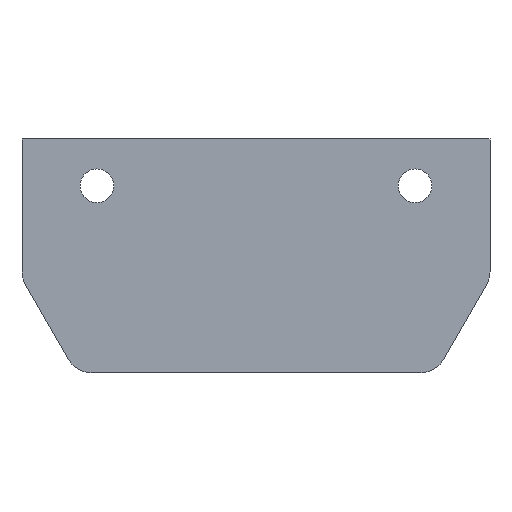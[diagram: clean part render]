
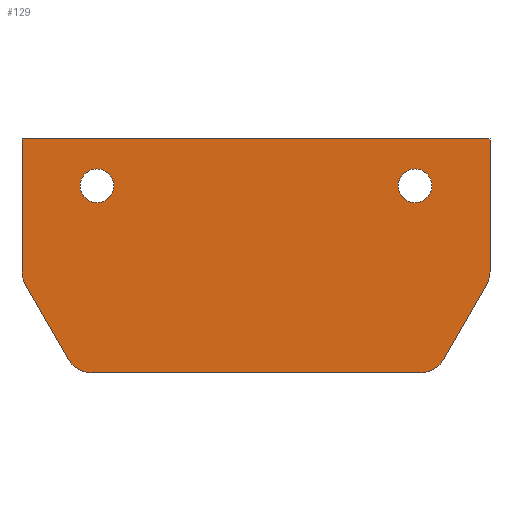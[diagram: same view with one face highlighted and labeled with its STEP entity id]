
A CAD part, front view. The second image highlights one B-rep face of the part: STEP entity #129.
In plain terms, the highlighted planar face has unit normal (0, -1, 0).
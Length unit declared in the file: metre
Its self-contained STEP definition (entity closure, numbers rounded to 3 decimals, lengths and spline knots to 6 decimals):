
#129 = ADVANCED_FACE( '', ( #267, #268, #269 ), #270, .T. );
#267 = FACE_BOUND( '', #403, .T. );
#268 = FACE_BOUND( '', #404, .T. );
#269 = FACE_OUTER_BOUND( '', #405, .T. );
#270 = PLANE( '', #406 );
#403 = EDGE_LOOP( '', ( #715 ) );
#404 = EDGE_LOOP( '', ( #716 ) );
#405 = EDGE_LOOP( '', ( #717, #718, #719, #720, #721, #722, #723, #724, #725, #726 ) );
#406 = AXIS2_PLACEMENT_3D( '', #727, #728, #729 );
#715 = ORIENTED_EDGE( '', *, *, #848, .F. );
#716 = ORIENTED_EDGE( '', *, *, #822, .F. );
#717 = ORIENTED_EDGE( '', *, *, #781, .T. );
#718 = ORIENTED_EDGE( '', *, *, #833, .T. );
#719 = ORIENTED_EDGE( '', *, *, #902, .T. );
#720 = ORIENTED_EDGE( '', *, *, #905, .T. );
#721 = ORIENTED_EDGE( '', *, *, #808, .T. );
#722 = ORIENTED_EDGE( '', *, *, #803, .T. );
#723 = ORIENTED_EDGE( '', *, *, #906, .F. );
#724 = ORIENTED_EDGE( '', *, *, #907, .T. );
#725 = ORIENTED_EDGE( '', *, *, #870, .F. );
#726 = ORIENTED_EDGE( '', *, *, #827, .F. );
#727 = CARTESIAN_POINT( '', ( 0., -0.01, -0.0125 ) );
#728 = DIRECTION( '', ( 0., -1., 0. ) );
#729 = DIRECTION( '', ( 1., 0., 0. ) );
#781 = EDGE_CURVE( '', #923, #921, #924, .T. );
#803 = EDGE_CURVE( '', #960, #961, #962, .T. );
#808 = EDGE_CURVE( '', #969, #960, #970, .T. );
#822 = EDGE_CURVE( '', #992, #992, #993, .T. );
#827 = EDGE_CURVE( '', #923, #1001, #1002, .T. );
#833 = EDGE_CURVE( '', #921, #1011, #1012, .T. );
#848 = EDGE_CURVE( '', #1033, #1033, #1034, .T. );
#870 = EDGE_CURVE( '', #1001, #1065, #1066, .T. );
#902 = EDGE_CURVE( '', #1011, #1106, #1107, .T. );
#905 = EDGE_CURVE( '', #1106, #969, #1110, .T. );
#906 = EDGE_CURVE( '', #1111, #961, #1112, .T. );
#907 = EDGE_CURVE( '', #1111, #1065, #1113, .T. );
#921 = VERTEX_POINT( '', #1129 );
#923 = VERTEX_POINT( '', #1132 );
#924 = LINE( '', #1133, #1134 );
#960 = VERTEX_POINT( '', #1195 );
#961 = VERTEX_POINT( '', #1196 );
#962 = CIRCLE( '', #1197, 0.003 );
#969 = VERTEX_POINT( '', #1206 );
#970 = LINE( '', #1207, #1208 );
#992 = VERTEX_POINT( '', #1241 );
#993 = CIRCLE( '', #1242, 0.0018 );
#1001 = VERTEX_POINT( '', #1252 );
#1002 = LINE( '', #1253, #1254 );
#1011 = VERTEX_POINT( '', #1267 );
#1012 = CIRCLE( '', #1268, 0.003 );
#1033 = VERTEX_POINT( '', #1310 );
#1034 = CIRCLE( '', #1311, 0.0018 );
#1065 = VERTEX_POINT( '', #1351 );
#1066 = LINE( '', #1352, #1353 );
#1106 = VERTEX_POINT( '', #1411 );
#1107 = LINE( '', #1412, #1413 );
#1110 = CIRCLE( '', #1417, 0.003 );
#1111 = VERTEX_POINT( '', #1418 );
#1112 = LINE( '', #1419, #1420 );
#1113 = CIRCLE( '', #1421, 0.003 );
#1129 = CARTESIAN_POINT( '', ( -0.025, -0.01, -0.014196 ) );
#1132 = CARTESIAN_POINT( '', ( -0.025, -0.01, 0. ) );
#1133 = CARTESIAN_POINT( '', ( -0.025, -0.01, -0.005 ) );
#1134 = VECTOR( '', #1437, 1. );
#1195 = CARTESIAN_POINT( '', ( 0.017494, -0.01, -0.025 ) );
#1196 = CARTESIAN_POINT( '', ( 0.020093, -0.01, -0.0235 ) );
#1197 = AXIS2_PLACEMENT_3D( '', #1459, #1460, #1461 );
#1206 = CARTESIAN_POINT( '', ( -0.017494, -0.01, -0.025 ) );
#1207 = CARTESIAN_POINT( '', ( -0.009613, -0.01, -0.025 ) );
#1208 = VECTOR( '', #1467, 1. );
#1241 = CARTESIAN_POINT( '', ( 0.017, -0.01, -0.0068 ) );
#1242 = AXIS2_PLACEMENT_3D( '', #1479, #1480, #1481 );
#1252 = CARTESIAN_POINT( '', ( 0.025, -0.01, 0. ) );
#1253 = CARTESIAN_POINT( '', ( 0., -0.01, 0. ) );
#1254 = VECTOR( '', #1487, 1. );
#1267 = CARTESIAN_POINT( '', ( -0.024598, -0.01, -0.015696 ) );
#1268 = AXIS2_PLACEMENT_3D( '', #1492, #1493, #1494 );
#1310 = CARTESIAN_POINT( '', ( -0.017, -0.01, -0.0068 ) );
#1311 = AXIS2_PLACEMENT_3D( '', #1506, #1507, #1508 );
#1351 = CARTESIAN_POINT( '', ( 0.025, -0.01, -0.014196 ) );
#1352 = CARTESIAN_POINT( '', ( 0.025, -0.01, -0.0125 ) );
#1353 = VECTOR( '', #1530, 1. );
#1411 = CARTESIAN_POINT( '', ( -0.020093, -0.01, -0.0235 ) );
#1412 = CARTESIAN_POINT( '', ( -0.022113, -0.01, -0.02 ) );
#1413 = VECTOR( '', #1555, 1. );
#1417 = AXIS2_PLACEMENT_3D( '', #1557, #1558, #1559 );
#1418 = CARTESIAN_POINT( '', ( 0.024598, -0.01, -0.015696 ) );
#1419 = CARTESIAN_POINT( '', ( 0.022113, -0.01, -0.02 ) );
#1420 = VECTOR( '', #1560, 1. );
#1421 = AXIS2_PLACEMENT_3D( '', #1561, #1562, #1563 );
#1437 = DIRECTION( '', ( 0., 0., -1. ) );
#1459 = CARTESIAN_POINT( '', ( 0.017494, -0.01, -0.022 ) );
#1460 = DIRECTION( '', ( 0., -1., 0. ) );
#1461 = DIRECTION( '', ( 0., 0., -1. ) );
#1467 = DIRECTION( '', ( 1., 0., 0. ) );
#1479 = CARTESIAN_POINT( '', ( 0.017, -0.01, -0.005 ) );
#1480 = DIRECTION( '', ( 0., -1., 0. ) );
#1481 = DIRECTION( '', ( 0., 0., -1. ) );
#1487 = DIRECTION( '', ( 1., 0., 0. ) );
#1492 = CARTESIAN_POINT( '', ( -0.022, -0.01, -0.014196 ) );
#1493 = DIRECTION( '', ( 0., -1., 0. ) );
#1494 = DIRECTION( '', ( 0., 0., -1. ) );
#1506 = CARTESIAN_POINT( '', ( -0.017, -0.01, -0.005 ) );
#1507 = DIRECTION( '', ( 0., -1., 0. ) );
#1508 = DIRECTION( '', ( 0., 0., -1. ) );
#1530 = DIRECTION( '', ( 0., 0., -1. ) );
#1555 = DIRECTION( '', ( 0.5, 0., -0.866 ) );
#1557 = CARTESIAN_POINT( '', ( -0.017494, -0.01, -0.022 ) );
#1558 = DIRECTION( '', ( 0., -1., 0. ) );
#1559 = DIRECTION( '', ( 0., 0., -1. ) );
#1560 = DIRECTION( '', ( -0.5, 0., -0.866 ) );
#1561 = CARTESIAN_POINT( '', ( 0.022, -0.01, -0.014196 ) );
#1562 = DIRECTION( '', ( 0., -1., 0. ) );
#1563 = DIRECTION( '', ( 0., 0., -1. ) );
